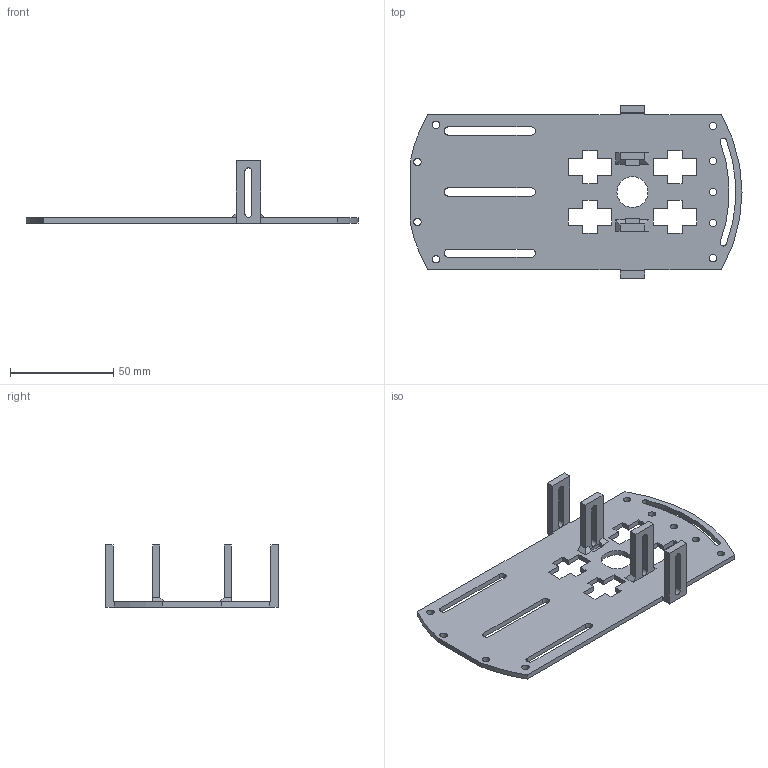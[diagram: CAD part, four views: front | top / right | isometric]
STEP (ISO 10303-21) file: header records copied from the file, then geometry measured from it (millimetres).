
FILE_DESCRIPTION(('FreeCAD Model'),'2;1');
FILE_NAME('Open CASCADE Shape Model','2021-06-06T10:33:40',('Author'),( ''),'Open CASCADE STEP processor 7.5','FreeCAD','Unknown');
FILE_SCHEMA(('AUTOMOTIVE_DESIGN { 1 0 10303 214 1 1 1 1 }'));
Length unit declared in the file: millimetre
Products named in the file (1): plataforma-base-copy
Bounding box: 160.58 x 83.4 x 30 mm (x, y, z)
Volume: 28221 mm3; surface area: 26570.6 mm2
Topology: 1 solids, 1 shells, 140 faces, 408 edges, 272 vertices
Faces by surface type: plane 109, cylinder 31
Full cylindrical faces by diameter (mm): 3.6 x9, 15 x1
Entity records: 10164 total; most frequent: CARTESIAN_POINT 1949, DIRECTION 1516, LINE 1100, VECTOR 1100, ORIENTED_EDGE 816, PCURVE 816, DEFINITIONAL_REPRESENTATION 816, EDGE_CURVE 408
